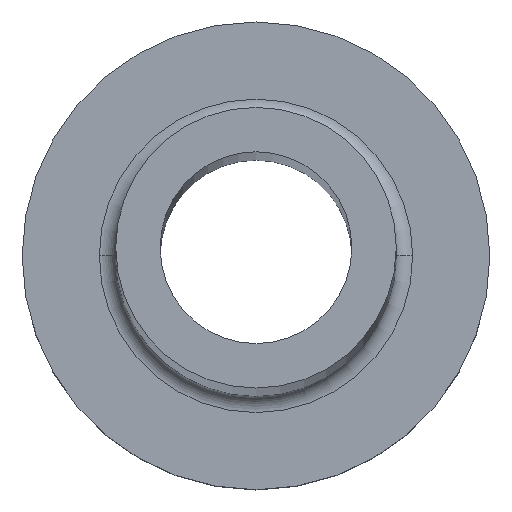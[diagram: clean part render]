
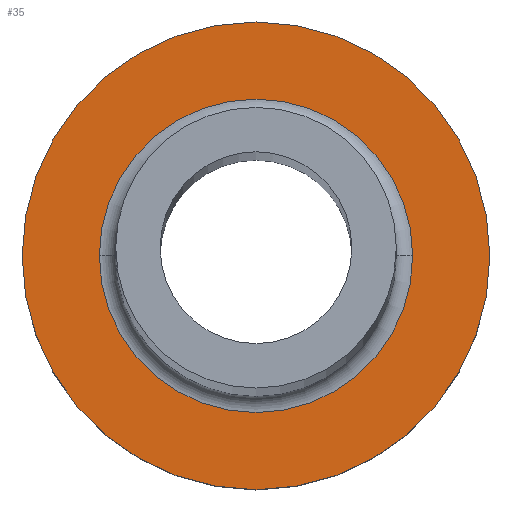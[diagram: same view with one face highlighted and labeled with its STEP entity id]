
A CAD part, top view. The second image highlights one B-rep face of the part: STEP entity #35.
In plain terms, the highlighted planar face has unit normal (0, 0, 1).
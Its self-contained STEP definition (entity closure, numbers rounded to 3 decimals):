
#1 = CIRCLE ( 'NONE', #160, 10. ) ;
#7 = ORIENTED_EDGE ( 'NONE', *, *, #343, .T. ) ;
#9 = ORIENTED_EDGE ( 'NONE', *, *, #199, .T. ) ;
#35 = ADVANCED_FACE ( 'NONE', ( #73, #304 ), #372, .T. ) ;
#50 = CARTESIAN_POINT ( 'NONE',  ( 0., 0., 7. ) ) ;
#54 = AXIS2_PLACEMENT_3D ( 'NONE', #255, #107, #224 ) ;
#70 = VERTEX_POINT ( 'NONE', #172 ) ;
#73 = FACE_BOUND ( 'NONE', #292, .T. ) ;
#82 = CARTESIAN_POINT ( 'NONE',  ( 0., 0., 7. ) ) ;
#99 = DIRECTION ( 'NONE',  ( 0., 0., 1. ) ) ;
#100 = AXIS2_PLACEMENT_3D ( 'NONE', #82, #320, #169 ) ;
#103 = EDGE_LOOP ( 'NONE', ( #9, #241 ) ) ;
#106 = AXIS2_PLACEMENT_3D ( 'NONE', #50, #161, #219 ) ;
#107 = DIRECTION ( 'NONE',  ( 0., 0., -1. ) ) ;
#123 = DIRECTION ( 'NONE',  ( 1., 0., 0. ) ) ;
#141 = CARTESIAN_POINT ( 'NONE',  ( 6.7, 0., 7. ) ) ;
#143 = CIRCLE ( 'NONE', #106, 6.7 ) ;
#156 = DIRECTION ( 'NONE',  ( 1., 0., 0. ) ) ;
#160 = AXIS2_PLACEMENT_3D ( 'NONE', #368, #179, #123 ) ;
#161 = DIRECTION ( 'NONE',  ( 0., 0., -1. ) ) ;
#168 = CARTESIAN_POINT ( 'NONE',  ( 10., 0., 7. ) ) ;
#169 = DIRECTION ( 'NONE',  ( 1., 0., 0. ) ) ;
#172 = CARTESIAN_POINT ( 'NONE',  ( -6.7, 0., 7. ) ) ;
#179 = DIRECTION ( 'NONE',  ( 0., 0., 1. ) ) ;
#190 = ORIENTED_EDGE ( 'NONE', *, *, #244, .T. ) ;
#199 = EDGE_CURVE ( 'NONE', #270, #328, #1, .T. ) ;
#214 = CARTESIAN_POINT ( 'NONE',  ( 0., 0., 7. ) ) ;
#219 = DIRECTION ( 'NONE',  ( 1., 0., 0. ) ) ;
#224 = DIRECTION ( 'NONE',  ( 1., 0., 0. ) ) ;
#241 = ORIENTED_EDGE ( 'NONE', *, *, #349, .T. ) ;
#244 = EDGE_CURVE ( 'NONE', #297, #70, #143, .T. ) ;
#255 = CARTESIAN_POINT ( 'NONE',  ( 0., 0., 7. ) ) ;
#268 = CIRCLE ( 'NONE', #100, 10. ) ;
#270 = VERTEX_POINT ( 'NONE', #306 ) ;
#275 = AXIS2_PLACEMENT_3D ( 'NONE', #214, #99, #156 ) ;
#276 = CIRCLE ( 'NONE', #54, 6.7 ) ;
#292 = EDGE_LOOP ( 'NONE', ( #190, #7 ) ) ;
#297 = VERTEX_POINT ( 'NONE', #141 ) ;
#304 = FACE_OUTER_BOUND ( 'NONE', #103, .T. ) ;
#306 = CARTESIAN_POINT ( 'NONE',  ( -10., 0., 7. ) ) ;
#320 = DIRECTION ( 'NONE',  ( 0., 0., 1. ) ) ;
#328 = VERTEX_POINT ( 'NONE', #168 ) ;
#343 = EDGE_CURVE ( 'NONE', #70, #297, #276, .T. ) ;
#349 = EDGE_CURVE ( 'NONE', #328, #270, #268, .T. ) ;
#368 = CARTESIAN_POINT ( 'NONE',  ( 0., 0., 7. ) ) ;
#372 = PLANE ( 'NONE',  #275 ) ;
